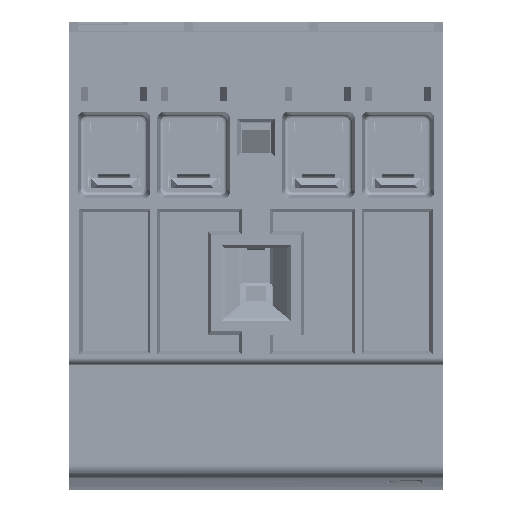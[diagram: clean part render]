
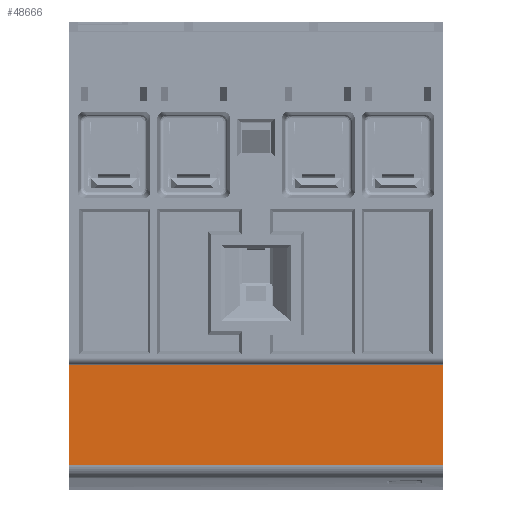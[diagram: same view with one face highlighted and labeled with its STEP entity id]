
A CAD part, left-side view. The second image highlights one B-rep face of the part: STEP entity #48666.
In plain terms, the highlighted planar face has unit normal (-1, 0, 0).
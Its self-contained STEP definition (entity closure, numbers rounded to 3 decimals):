
#48666=ADVANCED_FACE('',(#116868),#116870,.T.);
#116868=FACE_BOUND('',#116869,.T.);
#116869=EDGE_LOOP('',(#149389,#149390,#149391,#149392,#149393,#149394,#149395,#149396,
#149397,#149398,#149399,#149400));
#116870=PLANE('',#116871);
#116871=AXIS2_PLACEMENT_3D('',#116872,#116873,#116874);
#116872=CARTESIAN_POINT('',(-22.5,-9.,-35.));
#116873=DIRECTION('',(-1.,0.,0.));
#116874=DIRECTION('',(0.,0.,1.));
#149389=ORIENTED_EDGE('',*,*,#157156,.F.);
#149390=ORIENTED_EDGE('',*,*,#166299,.T.);
#149391=ORIENTED_EDGE('',*,*,#166290,.T.);
#149392=ORIENTED_EDGE('',*,*,#166287,.F.);
#149393=ORIENTED_EDGE('',*,*,#166284,.F.);
#149394=ORIENTED_EDGE('',*,*,#157208,.F.);
#149395=ORIENTED_EDGE('',*,*,#166281,.F.);
#149396=ORIENTED_EDGE('',*,*,#166276,.T.);
#149397=ORIENTED_EDGE('',*,*,#166296,.F.);
#149398=ORIENTED_EDGE('',*,*,#166300,.T.);
#149399=ORIENTED_EDGE('',*,*,#156077,.T.);
#149400=ORIENTED_EDGE('',*,*,#166297,.T.);
#156077=EDGE_CURVE('',#175220,#175218,#175221,.T.);
#157156=EDGE_CURVE('',#177145,#177147,#177148,.T.);
#157208=EDGE_CURVE('',#177246,#177241,#177248,.T.);
#166276=EDGE_CURVE('',#191692,#191693,#191694,.T.);
#166281=EDGE_CURVE('',#191692,#177246,#191701,.T.);
#166284=EDGE_CURVE('',#177241,#191705,#191706,.T.);
#166287=EDGE_CURVE('',#191705,#191710,#191711,.T.);
#166290=EDGE_CURVE('',#191715,#191710,#191716,.T.);
#166296=EDGE_CURVE('',#191723,#191693,#191725,.T.);
#166297=EDGE_CURVE('',#175218,#177147,#191726,.T.);
#166299=EDGE_CURVE('',#177145,#191715,#191728,.T.);
#166300=EDGE_CURVE('',#191723,#175220,#191729,.T.);
#175218=VERTEX_POINT('',#235234);
#175220=VERTEX_POINT('',#235239);
#175221=LINE('',#235240,#235241);
#177145=VERTEX_POINT('',#241859);
#177147=VERTEX_POINT('',#241863);
#177148=LINE('',#241864,#241865);
#177241=VERTEX_POINT('',#242061);
#177246=VERTEX_POINT('',#242070);
#177248=LINE('',#242074,#242075);
#191692=VERTEX_POINT('',#333667);
#191693=VERTEX_POINT('',#333668);
#191694=LINE('',#333669,#333670);
#191701=LINE('',#333686,#333687);
#191705=VERTEX_POINT('',#333702);
#191706=LINE('',#333703,#333704);
#191710=VERTEX_POINT('',#333718);
#191711=LINE('',#333719,#333720);
#191715=VERTEX_POINT('',#333732);
#191716=LINE('',#333733,#333734);
#191723=VERTEX_POINT('',#333753);
#191725=LINE('',#333757,#333758);
#191726=LINE('',#333760,#333761);
#191728=LINE('',#333766,#333767);
#191729=LINE('',#333769,#333770);
#235234=CARTESIAN_POINT('',(-22.5,27.,-33.415));
#235239=CARTESIAN_POINT('',(-22.5,27.,-19.));
#235240=CARTESIAN_POINT('',(-22.5,27.,-19.));
#235241=VECTOR('',#235242,1.);
#235242=DIRECTION('',(0.,0.,-1.));
#241859=CARTESIAN_POINT('',(-22.5,-27.,-19.));
#241863=CARTESIAN_POINT('',(-22.5,-27.,-33.415));
#241864=CARTESIAN_POINT('',(-22.5,-27.,-19.));
#241865=VECTOR('',#241866,1.);
#241866=DIRECTION('',(0.,0.,-1.));
#242061=CARTESIAN_POINT('',(-22.5,-27.,-18.5));
#242070=CARTESIAN_POINT('',(-22.5,-27.,-13.7));
#242074=CARTESIAN_POINT('',(-22.5,-27.,-13.7));
#242075=VECTOR('',#242076,1.);
#242076=DIRECTION('',(0.,0.,-1.));
#333667=CARTESIAN_POINT('',(-22.5,-26.,-14.7));
#333668=CARTESIAN_POINT('',(-22.5,-22.7,-14.7));
#333669=CARTESIAN_POINT('',(-22.5,-26.,-14.7));
#333670=VECTOR('',#333671,1.);
#333671=DIRECTION('',(0.,1.,0.));
#333686=CARTESIAN_POINT('',(-22.5,-26.,-14.7));
#333687=VECTOR('',#333688,1.);
#333688=DIRECTION('',(0.,-0.707,0.707));
#333702=CARTESIAN_POINT('',(-22.5,-26.,-17.5));
#333703=CARTESIAN_POINT('',(-22.5,-27.,-18.5));
#333704=VECTOR('',#333705,1.);
#333705=DIRECTION('',(0.,0.707,0.707));
#333718=CARTESIAN_POINT('',(-22.5,-25.,-17.5));
#333719=CARTESIAN_POINT('',(-22.5,-26.,-17.5));
#333720=VECTOR('',#333721,1.);
#333721=DIRECTION('',(0.,1.,0.));
#333732=CARTESIAN_POINT('',(-22.5,-25.,-19.));
#333733=CARTESIAN_POINT('',(-22.5,-25.,-19.));
#333734=VECTOR('',#333735,1.);
#333735=DIRECTION('',(0.,0.,1.));
#333753=CARTESIAN_POINT('',(-22.5,-22.6,-19.));
#333757=CARTESIAN_POINT('',(-22.5,-22.6,-19.));
#333758=VECTOR('',#333759,1.);
#333759=DIRECTION('',(0.,-0.023,1.));
#333760=CARTESIAN_POINT('',(-22.5,27.,-33.415));
#333761=VECTOR('',#333762,1.);
#333762=DIRECTION('',(0.,-1.,0.));
#333766=CARTESIAN_POINT('',(-22.5,-27.,-19.));
#333767=VECTOR('',#333768,1.);
#333768=DIRECTION('',(0.,1.,0.));
#333769=CARTESIAN_POINT('',(-22.5,-22.6,-19.));
#333770=VECTOR('',#333771,1.);
#333771=DIRECTION('',(0.,1.,0.));
